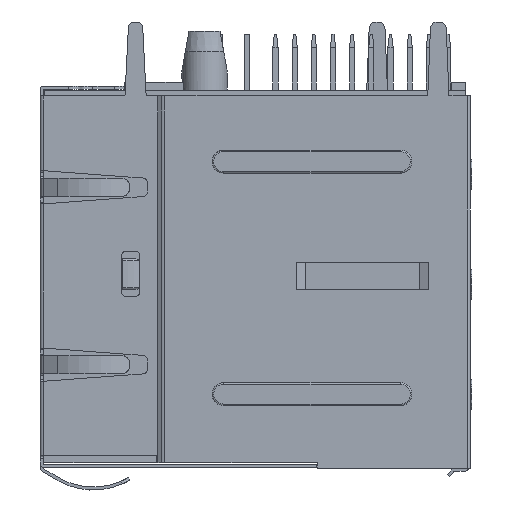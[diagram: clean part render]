
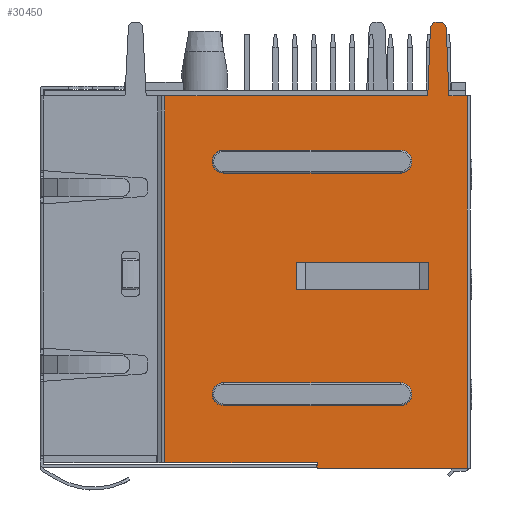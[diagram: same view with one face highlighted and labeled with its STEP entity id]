
A CAD part, left-side view. The second image highlights one B-rep face of the part: STEP entity #30450.
In plain terms, the highlighted planar face has unit normal (-1, 0, 0).
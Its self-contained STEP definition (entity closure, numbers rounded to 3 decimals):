
#2699=DIRECTION('',(0.,-1.,0.));
#2700=VECTOR('',#2699,17.415);
#2701=CARTESIAN_POINT('',(-8.605,-8.065,12.3));
#2702=LINE('',#2701,#2700);
#6172=DIRECTION('',(0.,-1.,0.));
#6173=VECTOR('',#6172,9.95);
#6174=CARTESIAN_POINT('',(-8.605,-18.15,-12.35));
#6175=LINE('',#6174,#6173);
#10079=DIRECTION('',(0.,0.,1.));
#10080=VECTOR('',#10079,0.35);
#10081=CARTESIAN_POINT('',(-8.605,-18.15,-12.35));
#10082=LINE('',#10081,#10080);
#10083=DIRECTION('',(0.,1.,0.));
#10084=VECTOR('',#10083,10.085);
#10085=CARTESIAN_POINT('',(-8.605,-18.15,-12.));
#10086=LINE('',#10085,#10084);
#10087=DIRECTION('',(0.,-0.039,0.999));
#10088=VECTOR('',#10087,4.471);
#10089=CARTESIAN_POINT('',(-8.605,-25.48,12.3));
#10090=LINE('',#10089,#10088);
#10091=CARTESIAN_POINT('',(-8.605,-26.105,16.75));
#10092=DIRECTION('',(1.,0.,0.));
#10093=DIRECTION('',(0.,0.999,0.039));
#10094=AXIS2_PLACEMENT_3D('',#10091,#10092,#10093);
#10096=CARTESIAN_POINT('',(-8.605,-26.255,16.75));
#10097=DIRECTION('',(1.,0.,0.));
#10098=DIRECTION('',(0.,0.,1.));
#10099=AXIS2_PLACEMENT_3D('',#10096,#10097,#10098);
#10101=DIRECTION('',(0.,-0.039,-0.999));
#10102=VECTOR('',#10101,4.471);
#10103=CARTESIAN_POINT('',(-8.605,-26.705,16.768));
#10104=LINE('',#10103,#10102);
#10105=CARTESIAN_POINT('',(-8.605,-23.66,7.95));
#10106=DIRECTION('',(-1.,0.,0.));
#10107=DIRECTION('',(0.,0.,-1.));
#10108=AXIS2_PLACEMENT_3D('',#10105,#10106,#10107);
#10110=CARTESIAN_POINT('',(-8.605,-11.96,7.95));
#10111=DIRECTION('',(-1.,0.,0.));
#10112=DIRECTION('',(0.,0.,1.));
#10113=AXIS2_PLACEMENT_3D('',#10110,#10111,#10112);
#10115=CARTESIAN_POINT('',(-8.605,-23.66,-7.45));
#10116=DIRECTION('',(-1.,0.,0.));
#10117=DIRECTION('',(0.,0.,-1.));
#10118=AXIS2_PLACEMENT_3D('',#10115,#10116,#10117);
#10120=CARTESIAN_POINT('',(-8.605,-11.96,-7.45));
#10121=DIRECTION('',(-1.,0.,0.));
#10122=DIRECTION('',(0.,0.,1.));
#10123=AXIS2_PLACEMENT_3D('',#10120,#10121,#10122);
#10129=DIRECTION('',(0.,0.,-1.));
#10130=VECTOR('',#10129,24.3);
#10131=CARTESIAN_POINT('',(-8.605,-8.065,12.3));
#10132=LINE('',#10131,#10130);
#10145=DIRECTION('',(0.,-1.,0.));
#10146=VECTOR('',#10145,0.15);
#10147=CARTESIAN_POINT('',(-8.605,-26.105,17.2));
#10148=LINE('',#10147,#10146);
#10171=DIRECTION('',(0.,-1.,0.));
#10172=VECTOR('',#10171,1.22);
#10173=CARTESIAN_POINT('',(-8.605,-26.88,12.3));
#10174=LINE('',#10173,#10172);
#10442=DIRECTION('',(0.,0.,1.));
#10443=VECTOR('',#10442,24.65);
#10444=CARTESIAN_POINT('',(-8.605,-28.1,-12.35));
#10445=LINE('',#10444,#10443);
#10460=DIRECTION('',(0.,1.,0.));
#10461=VECTOR('',#10460,11.7);
#10462=CARTESIAN_POINT('',(-8.605,-23.66,7.19));
#10463=LINE('',#10462,#10461);
#10478=DIRECTION('',(0.,-1.,0.));
#10479=VECTOR('',#10478,11.7);
#10480=CARTESIAN_POINT('',(-8.605,-11.96,8.71));
#10481=LINE('',#10480,#10479);
#10516=DIRECTION('',(0.,1.,0.));
#10517=VECTOR('',#10516,11.7);
#10518=CARTESIAN_POINT('',(-8.605,-23.66,-8.21));
#10519=LINE('',#10518,#10517);
#10534=DIRECTION('',(0.,-1.,0.));
#10535=VECTOR('',#10534,11.7);
#10536=CARTESIAN_POINT('',(-8.605,-11.96,-6.69));
#10537=LINE('',#10536,#10535);
#10562=DIRECTION('',(0.,0.,1.));
#10563=VECTOR('',#10562,1.8);
#10564=CARTESIAN_POINT('',(-8.605,-25.55,-0.55));
#10565=LINE('',#10564,#10563);
#10578=DIRECTION('',(0.,-1.,0.));
#10579=VECTOR('',#10578,8.8);
#10580=CARTESIAN_POINT('',(-8.605,-16.75,1.25));
#10581=LINE('',#10580,#10579);
#10602=DIRECTION('',(0.,-1.,0.));
#10603=VECTOR('',#10602,8.8);
#10604=CARTESIAN_POINT('',(-8.605,-16.75,-0.55));
#10605=LINE('',#10604,#10603);
#10614=DIRECTION('',(0.,0.,1.));
#10615=VECTOR('',#10614,1.8);
#10616=CARTESIAN_POINT('',(-8.605,-16.75,-0.55));
#10617=LINE('',#10616,#10615);
#12075=CARTESIAN_POINT('',(-8.605,-8.065,12.3));
#12076=VERTEX_POINT('',#12075);
#12079=CARTESIAN_POINT('',(-8.605,-8.065,-12.));
#12080=VERTEX_POINT('',#12079);
#12127=CARTESIAN_POINT('',(-8.605,-18.15,-12.));
#12128=VERTEX_POINT('',#12127);
#12129=CARTESIAN_POINT('',(-8.605,-18.15,-12.35));
#12130=VERTEX_POINT('',#12129);
#12131=CARTESIAN_POINT('',(-8.605,-28.1,-12.35));
#12132=VERTEX_POINT('',#12131);
#12133=CARTESIAN_POINT('',(-8.605,-28.1,12.3));
#12134=VERTEX_POINT('',#12133);
#12135=CARTESIAN_POINT('',(-8.605,-26.88,12.3));
#12136=VERTEX_POINT('',#12135);
#12137=CARTESIAN_POINT('',(-8.605,-26.705,16.768));
#12138=VERTEX_POINT('',#12137);
#12139=CARTESIAN_POINT('',(-8.605,-26.255,17.2));
#12140=VERTEX_POINT('',#12139);
#12141=CARTESIAN_POINT('',(-8.605,-26.105,17.2));
#12142=VERTEX_POINT('',#12141);
#12143=CARTESIAN_POINT('',(-8.605,-25.655,16.768));
#12144=VERTEX_POINT('',#12143);
#12145=CARTESIAN_POINT('',(-8.605,-25.48,12.3));
#12146=VERTEX_POINT('',#12145);
#12147=CARTESIAN_POINT('',(-8.605,-23.66,7.19));
#12148=CARTESIAN_POINT('',(-8.605,-23.66,8.71));
#12149=VERTEX_POINT('',#12147);
#12150=VERTEX_POINT('',#12148);
#12151=CARTESIAN_POINT('',(-8.605,-11.96,7.19));
#12152=VERTEX_POINT('',#12151);
#12153=CARTESIAN_POINT('',(-8.605,-11.96,8.71));
#12154=VERTEX_POINT('',#12153);
#12155=CARTESIAN_POINT('',(-8.605,-23.66,-8.21));
#12156=CARTESIAN_POINT('',(-8.605,-23.66,-6.69));
#12157=VERTEX_POINT('',#12155);
#12158=VERTEX_POINT('',#12156);
#12159=CARTESIAN_POINT('',(-8.605,-11.96,-8.21));
#12160=VERTEX_POINT('',#12159);
#12161=CARTESIAN_POINT('',(-8.605,-11.96,-6.69));
#12162=VERTEX_POINT('',#12161);
#12163=CARTESIAN_POINT('',(-8.605,-25.55,-0.55));
#12164=CARTESIAN_POINT('',(-8.605,-25.55,1.25));
#12165=VERTEX_POINT('',#12163);
#12166=VERTEX_POINT('',#12164);
#12167=CARTESIAN_POINT('',(-8.605,-16.75,-0.55));
#12168=VERTEX_POINT('',#12167);
#12169=CARTESIAN_POINT('',(-8.605,-16.75,1.25));
#12170=VERTEX_POINT('',#12169);
#30393=CARTESIAN_POINT('',(-8.605,-18.082,2.425));
#30394=DIRECTION('',(1.,0.,0.));
#30395=DIRECTION('',(0.,0.,1.));
#30396=AXIS2_PLACEMENT_3D('',#30393,#30394,#30395);
#30397=PLANE('',#30396);
#30398=ORIENTED_EDGE('',*,*,#25175,.T.);
#30399=ORIENTED_EDGE('',*,*,#19645,.T.);
#30401=ORIENTED_EDGE('',*,*,#30400,.F.);
#30402=ORIENTED_EDGE('',*,*,#19611,.T.);
#30404=ORIENTED_EDGE('',*,*,#30403,.T.);
#30406=ORIENTED_EDGE('',*,*,#30405,.T.);
#30408=ORIENTED_EDGE('',*,*,#30407,.T.);
#30410=ORIENTED_EDGE('',*,*,#30409,.T.);
#30412=ORIENTED_EDGE('',*,*,#30411,.T.);
#30414=ORIENTED_EDGE('',*,*,#30413,.T.);
#30416=ORIENTED_EDGE('',*,*,#30415,.F.);
#30417=ORIENTED_EDGE('',*,*,#24898,.F.);
#30418=EDGE_LOOP('',(#30398,#30399,#30401,#30402,#30404,#30406,#30408,#30410,
#30412,#30414,#30416,#30417));
#30419=FACE_OUTER_BOUND('',#30418,.F.);
#30421=ORIENTED_EDGE('',*,*,#30420,.T.);
#30423=ORIENTED_EDGE('',*,*,#30422,.F.);
#30425=ORIENTED_EDGE('',*,*,#30424,.T.);
#30427=ORIENTED_EDGE('',*,*,#30426,.F.);
#30428=EDGE_LOOP('',(#30421,#30423,#30425,#30427));
#30429=FACE_BOUND('',#30428,.F.);
#30431=ORIENTED_EDGE('',*,*,#30430,.T.);
#30433=ORIENTED_EDGE('',*,*,#30432,.F.);
#30435=ORIENTED_EDGE('',*,*,#30434,.T.);
#30437=ORIENTED_EDGE('',*,*,#30436,.F.);
#30438=EDGE_LOOP('',(#30431,#30433,#30435,#30437));
#30439=FACE_BOUND('',#30438,.F.);
#30441=ORIENTED_EDGE('',*,*,#30440,.T.);
#30443=ORIENTED_EDGE('',*,*,#30442,.F.);
#30445=ORIENTED_EDGE('',*,*,#30444,.F.);
#30447=ORIENTED_EDGE('',*,*,#30446,.T.);
#30448=EDGE_LOOP('',(#30441,#30443,#30445,#30447));
#30449=FACE_BOUND('',#30448,.F.);
#30450=ADVANCED_FACE('',(#30419,#30429,#30439,#30449),#30397,.F.);
#10095=CIRCLE('',#10094,0.45);
#10100=CIRCLE('',#10099,0.45);
#10109=CIRCLE('',#10108,0.76);
#10114=CIRCLE('',#10113,0.76);
#10119=CIRCLE('',#10118,0.76);
#10124=CIRCLE('',#10123,0.76);
#19611=EDGE_CURVE('',#12076,#12146,#2702,.T.);
#19645=EDGE_CURVE('',#12128,#12080,#10086,.T.);
#24898=EDGE_CURVE('',#12130,#12132,#6175,.T.);
#25175=EDGE_CURVE('',#12130,#12128,#10082,.T.);
#30400=EDGE_CURVE('',#12076,#12080,#10132,.T.);
#30403=EDGE_CURVE('',#12146,#12144,#10090,.T.);
#30405=EDGE_CURVE('',#12144,#12142,#10095,.T.);
#30407=EDGE_CURVE('',#12142,#12140,#10148,.T.);
#30409=EDGE_CURVE('',#12140,#12138,#10100,.T.);
#30411=EDGE_CURVE('',#12138,#12136,#10104,.T.);
#30413=EDGE_CURVE('',#12136,#12134,#10174,.T.);
#30415=EDGE_CURVE('',#12132,#12134,#10445,.T.);
#30420=EDGE_CURVE('',#12149,#12150,#10109,.T.);
#30422=EDGE_CURVE('',#12154,#12150,#10481,.T.);
#30424=EDGE_CURVE('',#12154,#12152,#10114,.T.);
#30426=EDGE_CURVE('',#12149,#12152,#10463,.T.);
#30430=EDGE_CURVE('',#12157,#12158,#10119,.T.);
#30432=EDGE_CURVE('',#12162,#12158,#10537,.T.);
#30434=EDGE_CURVE('',#12162,#12160,#10124,.T.);
#30436=EDGE_CURVE('',#12157,#12160,#10519,.T.);
#30440=EDGE_CURVE('',#12165,#12166,#10565,.T.);
#30442=EDGE_CURVE('',#12170,#12166,#10581,.T.);
#30444=EDGE_CURVE('',#12168,#12170,#10617,.T.);
#30446=EDGE_CURVE('',#12168,#12165,#10605,.T.);
